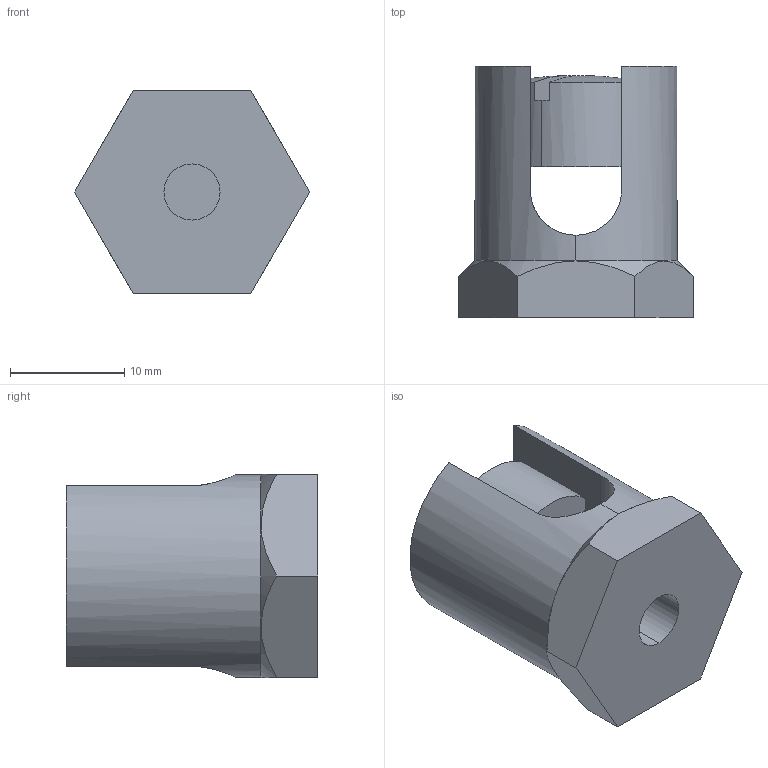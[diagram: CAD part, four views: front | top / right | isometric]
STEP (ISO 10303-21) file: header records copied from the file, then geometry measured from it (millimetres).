
FILE_DESCRIPTION (( 'STEP AP214' ), '1' );
FILE_NAME ('6404006.STP', '2017-03-28T10:57:19', ( '' ), ( '' ), 'SwSTEP 2.0', 'SolidWorks 2016', '' );
FILE_SCHEMA (( 'AUTOMOTIVE_DESIGN' ));
Length unit declared in the file: millimetre
Products named in the file (3): 0054733_Kabelaufnahme mit M6; 6404006; 0054734_Standard
Assembly tree (2 placements, depth 2):
  6404006
    0054733_Kabelaufnahme mit M6
    0054734_Standard
Bounding box: 20.55 x 22 x 17.8 mm (x, y, z)
Volume: 4072 mm3; surface area: 2656.6 mm2
Topology: 2 solids, 2 shells, 32 faces, 82 edges, 54 vertices
Faces by surface type: plane 18, cylinder 10, cone 2, torus 2
Entity records: 1316 total; most frequent: CARTESIAN_POINT 419, ORIENTED_EDGE 164, DIRECTION 158, EDGE_CURVE 82, AXIS2_PLACEMENT_3D 57, VERTEX_POINT 54, LINE 44, VECTOR 44
